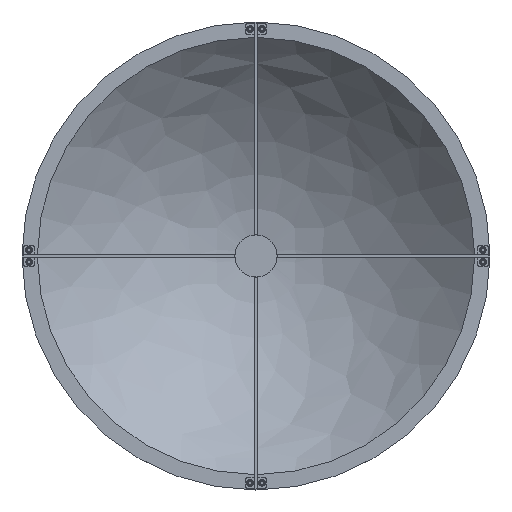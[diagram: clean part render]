
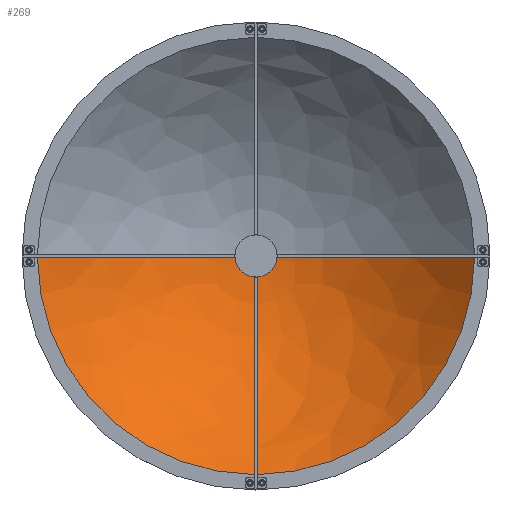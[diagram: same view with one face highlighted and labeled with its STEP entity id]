
A CAD part, top view. The second image highlights one B-rep face of the part: STEP entity #269.
In plain terms, the highlighted free-form (B-spline) face has degree [3, 3] with [4, 4] control points.
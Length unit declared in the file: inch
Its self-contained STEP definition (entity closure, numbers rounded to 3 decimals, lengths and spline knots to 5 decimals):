
#269 = ADVANCED_FACE ( 'NONE', ( #15474 ), #1928, .T. ) ;
#521 = CARTESIAN_POINT ( 'NONE',  ( 6.00058, 0., 3.13665 ) ) ;
#711 = CARTESIAN_POINT ( 'NONE',  ( 6.00058, -12.00116, 3.13665 ) ) ;
#1928 =( BOUNDED_SURFACE ( )  B_SPLINE_SURFACE ( 3, 3, ( 
 ( #521, #711, #17947, #21347 ),
 ( #6960, #15093, #14913, #29448 ),
 ( #4128, #27005, #23805, #3368 ),
 ( #3748, #35320, #12044, #23613 ) ),
 .UNSPECIFIED., .F., .F., .F. ) 
 B_SPLINE_SURFACE_WITH_KNOTS ( ( 4, 4 ),
 ( 4, 4 ),
 ( -6., -0.3775 ),
 ( 0., 1. ),
 .UNSPECIFIED. ) 
 GEOMETRIC_REPRESENTATION_ITEM ( )  RATIONAL_B_SPLINE_SURFACE ( (
 ( 1., 0.333, 0.333, 1.),
 ( 1., 0.333, 0.333, 1.),
 ( 1., 0.333, 0.333, 1.),
 ( 1., 0.333, 0.333, 1.) ) ) 
 REPRESENTATION_ITEM ( '' )  SURFACE ( )  );
#2071 = CARTESIAN_POINT ( 'NONE',  ( 0., 0., 3.13665 ) ) ;
#2410 = CIRCLE ( 'NONE', #4233, 6.00058 ) ;
#3368 = CARTESIAN_POINT ( 'NONE',  ( -2.25169, 0., 0.12363 ) ) ;
#3531 = VERTEX_POINT ( 'NONE', #6129 ) ;
#3748 = CARTESIAN_POINT ( 'NONE',  ( 0.3775, 0., 0.00016 ) ) ;
#4128 = CARTESIAN_POINT ( 'NONE',  ( 2.25169, 0., 0.12363 ) ) ;
#4233 = AXIS2_PLACEMENT_3D ( 'NONE', #18658, #5012, #16546 ) ;
#4506 = AXIS2_PLACEMENT_3D ( 'NONE', #19091, #35920, #18545 ) ;
#4731 = CARTESIAN_POINT ( 'NONE',  ( 6.0005, -0.0311, 3.13665 ) ) ;
#4764 = CARTESIAN_POINT ( 'NONE',  ( -6.0005, -0.0311, 3.13665 ) ) ;
#5012 = DIRECTION ( 'NONE',  ( 0., 0., -1. ) ) ;
#6129 = CARTESIAN_POINT ( 'NONE',  ( -0.3775, 0., 0.00016 ) ) ;
#6698 = VERTEX_POINT ( 'NONE', #29911 ) ;
#6960 = CARTESIAN_POINT ( 'NONE',  ( 4.12605, 0., 1.16913 ) ) ;
#7256 = EDGE_CURVE ( 'NONE', #33878, #6698, #23969, .T. ) ;
#8138 = CARTESIAN_POINT ( 'NONE',  ( -6.00058, 0., 3.13665 ) ) ;
#8456 = VERTEX_POINT ( 'NONE', #4731 ) ;
#8845 = AXIS2_PLACEMENT_3D ( 'NONE', #31185, #16637, #10551 ) ;
#8965 = ORIENTED_EDGE ( 'NONE', *, *, #9571, .F. ) ;
#8971 = CARTESIAN_POINT ( 'NONE',  ( 0.0311, -6.0005, 3.13665 ) ) ;
#9571 = EDGE_CURVE ( 'NONE', #6698, #20992, #32561, .T. ) ;
#10551 = DIRECTION ( 'NONE',  ( -1., 0., 0. ) ) ;
#11559 = CARTESIAN_POINT ( 'NONE',  ( -6.00058, 0., 3.13665 ) ) ;
#12044 = CARTESIAN_POINT ( 'NONE',  ( -0.3775, -0.755, 0.00016 ) ) ;
#12495 = CARTESIAN_POINT ( 'NONE',  ( 6.00058, 0., 3.13665 ) ) ;
#12880 = CARTESIAN_POINT ( 'NONE',  ( 4.12605, 0., 1.16913 ) ) ;
#13511 = VERTEX_POINT ( 'NONE', #11559 ) ;
#13624 = CARTESIAN_POINT ( 'NONE',  ( -4.12605, 0., 1.16913 ) ) ;
#14059 = EDGE_LOOP ( 'NONE', ( #35385, #15349, #19778, #24860, #34219, #8965, #16450, #25992 ) ) ;
#14913 = CARTESIAN_POINT ( 'NONE',  ( -4.12605, -8.2521, 1.16913 ) ) ;
#15093 = CARTESIAN_POINT ( 'NONE',  ( 4.12605, -8.2521, 1.16913 ) ) ;
#15349 = ORIENTED_EDGE ( 'NONE', *, *, #19267, .T. ) ;
#15474 = FACE_OUTER_BOUND ( 'NONE', #14059, .T. ) ;
#16189 = EDGE_CURVE ( 'NONE', #8456, #33878, #2410, .T. ) ;
#16450 = ORIENTED_EDGE ( 'NONE', *, *, #7256, .F. ) ;
#16546 = DIRECTION ( 'NONE',  ( -1., 0., 0. ) ) ;
#16637 = DIRECTION ( 'NONE',  ( 0., 0., -1. ) ) ;
#17947 = CARTESIAN_POINT ( 'NONE',  ( -6.00058, -12.00116, 3.13665 ) ) ;
#18387 = CIRCLE ( 'NONE', #4506, 6.00058 ) ;
#18545 = DIRECTION ( 'NONE',  ( -1., 0., 0. ) ) ;
#18586 = CARTESIAN_POINT ( 'NONE',  ( 2.25169, 0., 0.12363 ) ) ;
#18658 = CARTESIAN_POINT ( 'NONE',  ( 0., 0., 3.13665 ) ) ;
#19091 = CARTESIAN_POINT ( 'NONE',  ( 0., 0., 3.13665 ) ) ;
#19267 = EDGE_CURVE ( 'NONE', #20848, #21460, #31879, .T. ) ;
#19699 = CARTESIAN_POINT ( 'NONE',  ( -0.3775, 0., 0.00016 ) ) ;
#19778 = ORIENTED_EDGE ( 'NONE', *, *, #33877, .T. ) ;
#20004 = CARTESIAN_POINT ( 'NONE',  ( 0., 0., 3.13665 ) ) ;
#20848 = VERTEX_POINT ( 'NONE', #12495 ) ;
#20992 = VERTEX_POINT ( 'NONE', #4764 ) ;
#21347 = CARTESIAN_POINT ( 'NONE',  ( -6.00058, 0., 3.13665 ) ) ;
#21460 = VERTEX_POINT ( 'NONE', #22410 ) ;
#22405 = B_SPLINE_CURVE_WITH_KNOTS ( 'NONE', 3,
 ( #8138, #13624, #22526, #19699 ),
 .UNSPECIFIED., .F., .F.,
 ( 4, 4 ),
 ( -6., -0.3775 ),
 .UNSPECIFIED. ) ;
#22410 = CARTESIAN_POINT ( 'NONE',  ( 0.3775, 0., 0.00016 ) ) ;
#22526 = CARTESIAN_POINT ( 'NONE',  ( -2.25169, 0., 0.12363 ) ) ;
#22689 = DIRECTION ( 'NONE',  ( 0., 0., -1. ) ) ;
#23372 = DIRECTION ( 'NONE',  ( 0., 0., -1. ) ) ;
#23528 = AXIS2_PLACEMENT_3D ( 'NONE', #2071, #22689, #34206 ) ;
#23613 = CARTESIAN_POINT ( 'NONE',  ( -0.3775, 0., 0.00016 ) ) ;
#23745 = AXIS2_PLACEMENT_3D ( 'NONE', #31690, #23372, #34886 ) ;
#23805 = CARTESIAN_POINT ( 'NONE',  ( -2.25169, -4.50338, 0.12363 ) ) ;
#23969 = CIRCLE ( 'NONE', #8845, 6.00058 ) ;
#24370 = CIRCLE ( 'NONE', #23745, 0.3775 ) ;
#24860 = ORIENTED_EDGE ( 'NONE', *, *, #34995, .F. ) ;
#25992 = ORIENTED_EDGE ( 'NONE', *, *, #16189, .F. ) ;
#27005 = CARTESIAN_POINT ( 'NONE',  ( 2.25169, -4.50338, 0.12363 ) ) ;
#27104 = EDGE_CURVE ( 'NONE', #20848, #8456, #31988, .T. ) ;
#27447 = CARTESIAN_POINT ( 'NONE',  ( 0.3775, 0., 0.00016 ) ) ;
#28327 = AXIS2_PLACEMENT_3D ( 'NONE', #20004, #31521, #35468 ) ;
#29448 = CARTESIAN_POINT ( 'NONE',  ( -4.12605, 0., 1.16913 ) ) ;
#29911 = CARTESIAN_POINT ( 'NONE',  ( -0.0311, -6.0005, 3.13665 ) ) ;
#31185 = CARTESIAN_POINT ( 'NONE',  ( 0., 0., 3.13665 ) ) ;
#31303 = CARTESIAN_POINT ( 'NONE',  ( 6.00058, 0., 3.13665 ) ) ;
#31521 = DIRECTION ( 'NONE',  ( 0., 0., -1. ) ) ;
#31690 = CARTESIAN_POINT ( 'NONE',  ( 0., 0., 0.00016 ) ) ;
#31879 = B_SPLINE_CURVE_WITH_KNOTS ( 'NONE', 3,
 ( #31303, #12880, #18586, #27447 ),
 .UNSPECIFIED., .F., .F.,
 ( 4, 4 ),
 ( -6., -0.3775 ),
 .UNSPECIFIED. ) ;
#31988 = CIRCLE ( 'NONE', #23528, 6.00058 ) ;
#32561 = CIRCLE ( 'NONE', #28327, 6.00058 ) ;
#33877 = EDGE_CURVE ( 'NONE', #21460, #3531, #24370, .T. ) ;
#33878 = VERTEX_POINT ( 'NONE', #8971 ) ;
#34206 = DIRECTION ( 'NONE',  ( -1., 0., 0. ) ) ;
#34219 = ORIENTED_EDGE ( 'NONE', *, *, #35288, .F. ) ;
#34886 = DIRECTION ( 'NONE',  ( -1., 0., 0. ) ) ;
#34995 = EDGE_CURVE ( 'NONE', #13511, #3531, #22405, .T. ) ;
#35288 = EDGE_CURVE ( 'NONE', #20992, #13511, #18387, .T. ) ;
#35320 = CARTESIAN_POINT ( 'NONE',  ( 0.3775, -0.755, 0.00016 ) ) ;
#35385 = ORIENTED_EDGE ( 'NONE', *, *, #27104, .F. ) ;
#35468 = DIRECTION ( 'NONE',  ( -1., 0., 0. ) ) ;
#35920 = DIRECTION ( 'NONE',  ( 0., 0., -1. ) ) ;
